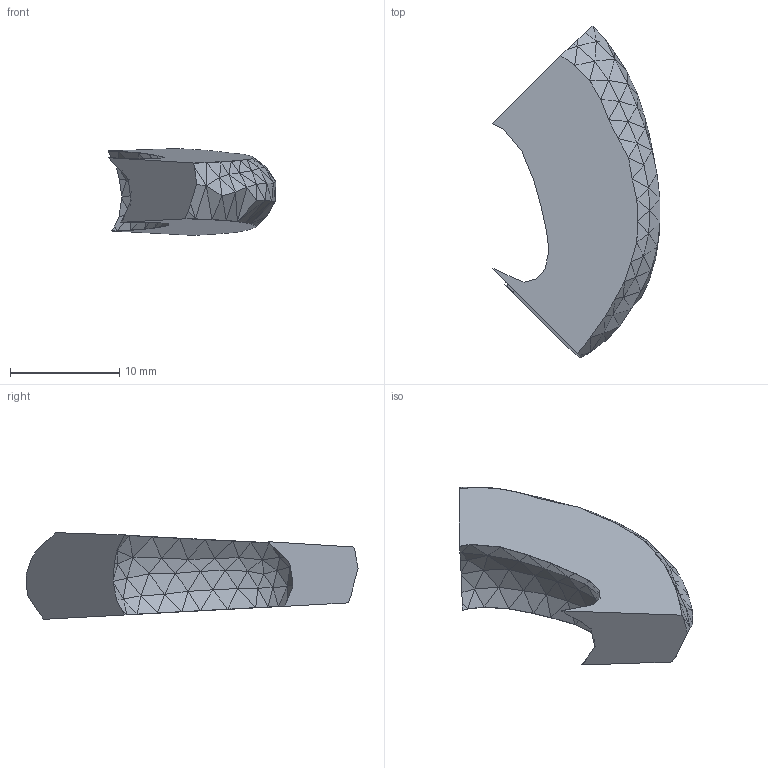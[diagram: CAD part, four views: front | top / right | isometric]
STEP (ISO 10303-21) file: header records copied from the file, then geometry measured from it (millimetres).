
FILE_DESCRIPTION(/* description */ (''),/* implementation_level */ '2;1');
FILE_NAME(/* name */ 'IVD2_Z4.step',/* time_stamp */ '2024-06-23T10:20:07-04:00',/* author */ (''),/* organization */ (''),/* preprocessor_version */ 'ST-DEVELOPER v20',/* originating_system */ 'Autodesk Translation Framework v13.14.0.145',/* authorisation */ '');
FILE_SCHEMA (('AUTOMOTIVE_DESIGN { 1 0 10303 214 3 1 1 }'));
Length unit declared in the file: millimetre
Products named in the file (1): IVD2_Z4
Bounding box: 15.35 x 30.39 x 7.93 mm (x, y, z)
Volume: 1540 mm3; surface area: 952 mm2
Topology: 1 solids, 1 shells, 358 faces, 710 edges, 354 vertices
Faces by surface type: plane 358
Entity records: 8583 total; most frequent: DIRECTION 1428, CARTESIAN_POINT 1423, ORIENTED_EDGE 1420, LINE 710, VECTOR 710, EDGE_CURVE 710, AXIS2_PLACEMENT_3D 359, FACE_OUTER_BOUND 358
